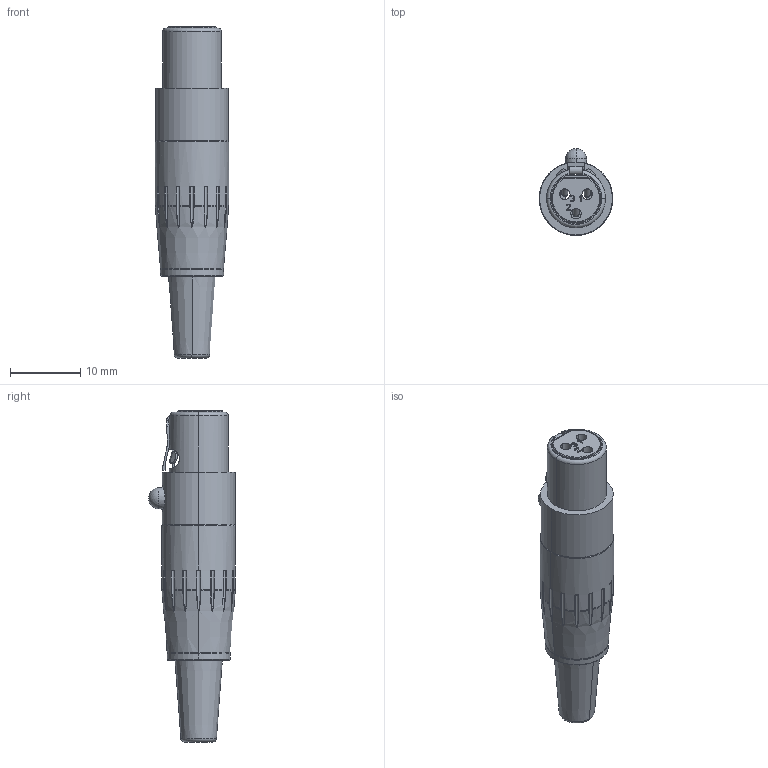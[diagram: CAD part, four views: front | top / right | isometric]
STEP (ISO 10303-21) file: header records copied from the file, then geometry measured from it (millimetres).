
FILE_DESCRIPTION (( 'STEP AP203' ), '1' );
FILE_NAME ('IO-TXLR3-F.stp', '2024-03-20T16:04:44', ( '' ), ( '' ), 'SwSTEP 2.0', 'SolidWorks 2018', '' );
FILE_SCHEMA (( 'CONFIG_CONTROL_DESIGN' ));
Length unit declared in the file: millimetre
Products named in the file (1): IO-TXLR3-F
Bounding box: 10.5 x 12.4 x 47.4 mm (x, y, z)
Volume: 1556.8 mm3; surface area: 3657.1 mm2
Topology: 6 solids, 6 shells, 649 faces, 1698 edges, 1047 vertices
Faces by surface type: plane 258, cylinder 149, bspline 140, torus 70, cone 27, sphere 5
Entity records: 38252 total; most frequent: CARTESIAN_POINT 23262, ORIENTED_EDGE 3362, DIRECTION 2795, EDGE_CURVE 1681, VERTEX_POINT 1047, AXIS2_PLACEMENT_3D 1013, VECTOR 769, LINE 769
